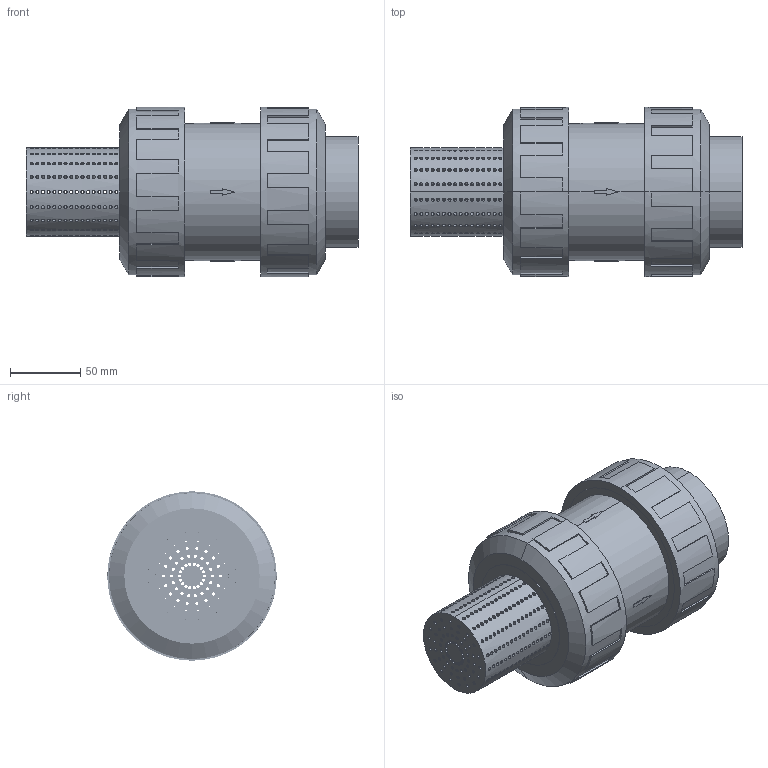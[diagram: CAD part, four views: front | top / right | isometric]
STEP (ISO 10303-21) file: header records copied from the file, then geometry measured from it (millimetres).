
FILE_DESCRIPTION(('STEP AP214'),'1');
FILE_NAME('cctmp_DBFFD526-B105-420D-A5C0-F8FCF4A523DA_2018_11_28_10_58_49_695..stp','2018-11-28T09:58:52',('Praher Valves GmbH'),('CADClick - www.CADClick.com'),'Spatial InterOp 3D',' ','unknown authorization');
FILE_SCHEMA(('AUTOMOTIVE_DESIGN'));
Length unit declared in the file: millimetre
Products named in the file (1): 121616
Bounding box: 235.5 x 120 x 120 mm (x, y, z)
Volume: 1211188 mm3; surface area: 221839.9 mm2
Topology: 1 solids, 1 shells, 2729 faces, 7660 edges, 4593 vertices
Faces by surface type: cylinder 2526, plane 199, cone 4
Entity records: 123082 total; most frequent: CARTESIAN_POINT 30805, ORIENTED_EDGE 15320, DIRECTION 14828, EDGE_CURVE 7660, AXIS2_PLACEMENT_3D 6148, VERTEX_POINT 4593, EDGE_LOOP 3109, ELLIPSE 2762
